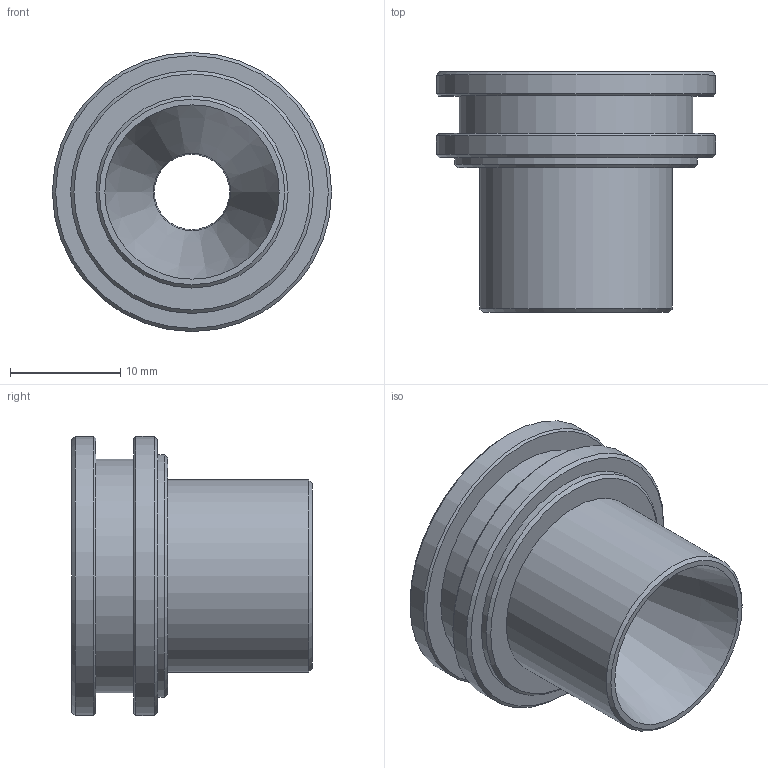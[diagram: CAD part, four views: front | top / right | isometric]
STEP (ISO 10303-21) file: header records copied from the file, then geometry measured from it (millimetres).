
FILE_DESCRIPTION(/* description */ (''),/* implementation_level */ '2;1');
FILE_NAME(/* name */ 'tuyère v8.step',/* time_stamp */ '2022-02-02T08:39:06+01:00',/* author */ (''),/* organization */ (''),/* preprocessor_version */ 'ST-DEVELOPER v18.1',/* originating_system */ 'Autodesk Translation Framework v10.13.0.1454',/* authorisation */ '');
FILE_SCHEMA (('AUTOMOTIVE_DESIGN { 1 0 10303 214 3 1 1 }'));
Length unit declared in the file: millimetre
Products named in the file (1): tuyère
Bounding box: 25.3 x 21.8 x 25.3 mm (x, y, z)
Volume: 4182.7 mm3; surface area: 3015.1 mm2
Topology: 1 solids, 1 shells, 20 faces, 36 edges, 22 vertices
Faces by surface type: cone 8, plane 6, cylinder 5, torus 1
Full cylindrical faces by diameter (mm): 17.4 x1, 21.2 x1, 22 x1, 25.3 x2
Entity records: 532 total; most frequent: DIRECTION 101, CARTESIAN_POINT 79, ORIENTED_EDGE 72, AXIS2_PLACEMENT_3D 44, EDGE_CURVE 36, EDGE_LOOP 26, CIRCLE 23, VERTEX_POINT 22
